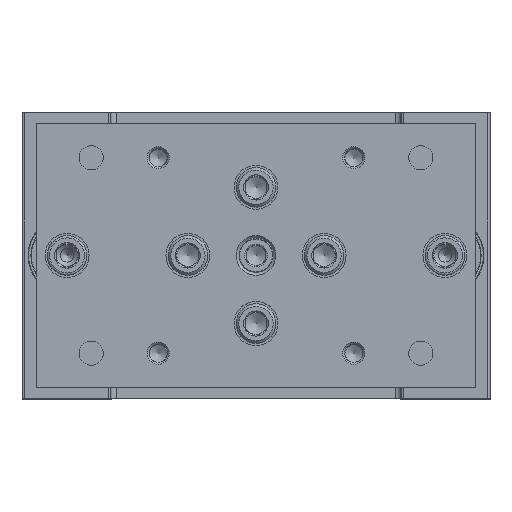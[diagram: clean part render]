
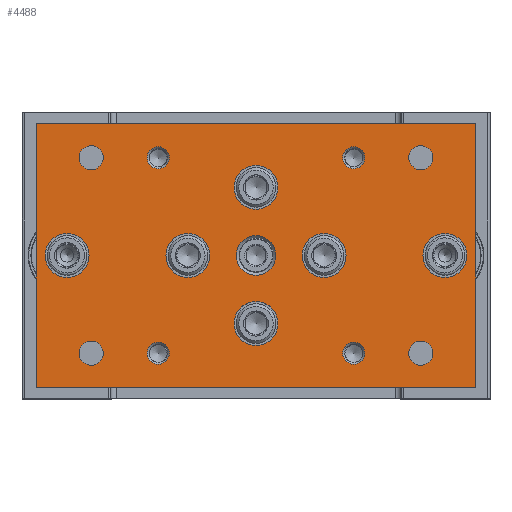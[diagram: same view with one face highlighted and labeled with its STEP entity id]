
A CAD part, top view. The second image highlights one B-rep face of the part: STEP entity #4488.
In plain terms, the highlighted planar face has unit normal (0, 0, 1).
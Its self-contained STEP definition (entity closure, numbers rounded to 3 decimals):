
#503=CIRCLE('',#5090,10.);
#504=CIRCLE('',#5091,10.);
#505=CIRCLE('',#5092,5.5);
#506=CIRCLE('',#5093,5.5);
#507=CIRCLE('',#5094,5.5);
#508=CIRCLE('',#5095,5.5);
#509=CIRCLE('',#5096,5.);
#510=CIRCLE('',#5097,5.);
#511=CIRCLE('',#5098,5.);
#512=CIRCLE('',#5099,5.);
#513=CIRCLE('',#5100,10.);
#514=CIRCLE('',#5101,10.);
#515=CIRCLE('',#5102,10.);
#516=CIRCLE('',#5103,10.);
#517=CIRCLE('',#5104,9.);
#746=LINE('',#7502,#932);
#750=LINE('',#7511,#936);
#753=LINE('',#7517,#939);
#756=LINE('',#7523,#942);
#932=VECTOR('',#6053,1000.);
#936=VECTOR('',#6059,1000.);
#939=VECTOR('',#6064,1000.);
#942=VECTOR('',#6069,1000.);
#1477=ORIENTED_EDGE('',*,*,#2330,.F.);
#1478=ORIENTED_EDGE('',*,*,#2331,.F.);
#1479=ORIENTED_EDGE('',*,*,#2332,.T.);
#1480=ORIENTED_EDGE('',*,*,#2333,.T.);
#1481=ORIENTED_EDGE('',*,*,#2334,.T.);
#1482=ORIENTED_EDGE('',*,*,#2335,.T.);
#1483=ORIENTED_EDGE('',*,*,#2336,.T.);
#1484=ORIENTED_EDGE('',*,*,#2337,.T.);
#1485=ORIENTED_EDGE('',*,*,#2338,.T.);
#1486=ORIENTED_EDGE('',*,*,#2339,.T.);
#1487=ORIENTED_EDGE('',*,*,#2340,.T.);
#1488=ORIENTED_EDGE('',*,*,#2341,.T.);
#1489=ORIENTED_EDGE('',*,*,#2342,.T.);
#1490=ORIENTED_EDGE('',*,*,#2343,.T.);
#1491=ORIENTED_EDGE('',*,*,#2344,.T.);
#1492=ORIENTED_EDGE('',*,*,#2303,.T.);
#1493=ORIENTED_EDGE('',*,*,#2307,.T.);
#1494=ORIENTED_EDGE('',*,*,#2310,.T.);
#1495=ORIENTED_EDGE('',*,*,#2313,.T.);
#2303=EDGE_CURVE('',#2806,#2807,#746,.T.);
#2307=EDGE_CURVE('',#2807,#2810,#750,.T.);
#2310=EDGE_CURVE('',#2810,#2812,#753,.T.);
#2313=EDGE_CURVE('',#2812,#2806,#756,.T.);
#2330=EDGE_CURVE('',#2829,#2829,#503,.T.);
#2331=EDGE_CURVE('',#2830,#2830,#504,.T.);
#2332=EDGE_CURVE('',#2831,#2831,#505,.T.);
#2333=EDGE_CURVE('',#2832,#2832,#506,.T.);
#2334=EDGE_CURVE('',#2833,#2833,#507,.T.);
#2335=EDGE_CURVE('',#2834,#2834,#508,.T.);
#2336=EDGE_CURVE('',#2835,#2835,#509,.T.);
#2337=EDGE_CURVE('',#2836,#2836,#510,.T.);
#2338=EDGE_CURVE('',#2837,#2837,#511,.T.);
#2339=EDGE_CURVE('',#2838,#2838,#512,.T.);
#2340=EDGE_CURVE('',#2839,#2839,#513,.T.);
#2341=EDGE_CURVE('',#2840,#2840,#514,.T.);
#2342=EDGE_CURVE('',#2841,#2841,#515,.T.);
#2343=EDGE_CURVE('',#2842,#2842,#516,.T.);
#2344=EDGE_CURVE('',#2843,#2843,#517,.T.);
#2806=VERTEX_POINT('',#7503);
#2807=VERTEX_POINT('',#7504);
#2810=VERTEX_POINT('',#7512);
#2812=VERTEX_POINT('',#7518);
#2829=VERTEX_POINT('',#7558);
#2830=VERTEX_POINT('',#7560);
#2831=VERTEX_POINT('',#7562);
#2832=VERTEX_POINT('',#7564);
#2833=VERTEX_POINT('',#7566);
#2834=VERTEX_POINT('',#7568);
#2835=VERTEX_POINT('',#7570);
#2836=VERTEX_POINT('',#7572);
#2837=VERTEX_POINT('',#7574);
#2838=VERTEX_POINT('',#7576);
#2839=VERTEX_POINT('',#7578);
#2840=VERTEX_POINT('',#7580);
#2841=VERTEX_POINT('',#7582);
#2842=VERTEX_POINT('',#7584);
#2843=VERTEX_POINT('',#7586);
#3320=EDGE_LOOP('',(#1477));
#3321=EDGE_LOOP('',(#1478));
#3322=EDGE_LOOP('',(#1479));
#3323=EDGE_LOOP('',(#1480));
#3324=EDGE_LOOP('',(#1481));
#3325=EDGE_LOOP('',(#1482));
#3326=EDGE_LOOP('',(#1483));
#3327=EDGE_LOOP('',(#1484));
#3328=EDGE_LOOP('',(#1485));
#3329=EDGE_LOOP('',(#1486));
#3330=EDGE_LOOP('',(#1487));
#3331=EDGE_LOOP('',(#1488));
#3332=EDGE_LOOP('',(#1489));
#3333=EDGE_LOOP('',(#1490));
#3334=EDGE_LOOP('',(#1491));
#3335=EDGE_LOOP('',(#1492,#1493,#1494,#1495));
#3900=FACE_BOUND('',#3320,.T.);
#3901=FACE_BOUND('',#3321,.T.);
#3902=FACE_BOUND('',#3322,.T.);
#3903=FACE_BOUND('',#3323,.T.);
#3904=FACE_BOUND('',#3324,.T.);
#3905=FACE_BOUND('',#3325,.T.);
#3906=FACE_BOUND('',#3326,.T.);
#3907=FACE_BOUND('',#3327,.T.);
#3908=FACE_BOUND('',#3328,.T.);
#3909=FACE_BOUND('',#3329,.T.);
#3910=FACE_BOUND('',#3330,.T.);
#3911=FACE_BOUND('',#3331,.T.);
#3912=FACE_BOUND('',#3332,.T.);
#3913=FACE_BOUND('',#3333,.T.);
#3914=FACE_BOUND('',#3334,.T.);
#3915=FACE_BOUND('',#3335,.T.);
#4283=PLANE('',#5089);
#4488=ADVANCED_FACE('',(#3900,#3901,#3902,#3903,#3904,#3905,#3906,#3907,
#3908,#3909,#3910,#3911,#3912,#3913,#3914,#3915),#4283,.T.);
#5089=AXIS2_PLACEMENT_3D('',#7556,#6103,#6104);
#5090=AXIS2_PLACEMENT_3D('',#7557,#6105,#6106);
#5091=AXIS2_PLACEMENT_3D('',#7559,#6107,#6108);
#5092=AXIS2_PLACEMENT_3D('',#7561,#6109,#6110);
#5093=AXIS2_PLACEMENT_3D('',#7563,#6111,#6112);
#5094=AXIS2_PLACEMENT_3D('',#7565,#6113,#6114);
#5095=AXIS2_PLACEMENT_3D('',#7567,#6115,#6116);
#5096=AXIS2_PLACEMENT_3D('',#7569,#6117,#6118);
#5097=AXIS2_PLACEMENT_3D('',#7571,#6119,#6120);
#5098=AXIS2_PLACEMENT_3D('',#7573,#6121,#6122);
#5099=AXIS2_PLACEMENT_3D('',#7575,#6123,#6124);
#5100=AXIS2_PLACEMENT_3D('',#7577,#6125,#6126);
#5101=AXIS2_PLACEMENT_3D('',#7579,#6127,#6128);
#5102=AXIS2_PLACEMENT_3D('',#7581,#6129,#6130);
#5103=AXIS2_PLACEMENT_3D('',#7583,#6131,#6132);
#5104=AXIS2_PLACEMENT_3D('',#7585,#6133,#6134);
#6053=DIRECTION('',(-1.,0.,0.));
#6059=DIRECTION('',(0.,-1.,0.));
#6064=DIRECTION('',(1.,0.,0.));
#6069=DIRECTION('',(0.,1.,0.));
#6103=DIRECTION('',(0.,0.,1.));
#6104=DIRECTION('',(1.,0.,0.));
#6105=DIRECTION('',(0.,0.,1.));
#6106=DIRECTION('',(1.,0.,0.));
#6107=DIRECTION('',(0.,0.,1.));
#6108=DIRECTION('',(1.,0.,0.));
#6109=DIRECTION('',(0.,0.,-1.));
#6110=DIRECTION('',(-1.,0.,0.));
#6111=DIRECTION('',(0.,0.,-1.));
#6112=DIRECTION('',(-1.,0.,0.));
#6113=DIRECTION('',(0.,0.,-1.));
#6114=DIRECTION('',(-1.,0.,0.));
#6115=DIRECTION('',(0.,0.,-1.));
#6116=DIRECTION('',(-1.,0.,0.));
#6117=DIRECTION('',(0.,0.,-1.));
#6118=DIRECTION('',(-1.,0.,0.));
#6119=DIRECTION('',(0.,0.,-1.));
#6120=DIRECTION('',(-1.,0.,0.));
#6121=DIRECTION('',(0.,0.,-1.));
#6122=DIRECTION('',(-1.,0.,0.));
#6123=DIRECTION('',(0.,0.,-1.));
#6124=DIRECTION('',(-1.,0.,0.));
#6125=DIRECTION('',(0.,0.,-1.));
#6126=DIRECTION('',(-1.,0.,0.));
#6127=DIRECTION('',(0.,0.,-1.));
#6128=DIRECTION('',(-1.,0.,0.));
#6129=DIRECTION('',(0.,0.,-1.));
#6130=DIRECTION('',(-1.,0.,0.));
#6131=DIRECTION('',(0.,0.,-1.));
#6132=DIRECTION('',(-1.,0.,0.));
#6133=DIRECTION('',(0.,0.,-1.));
#6134=DIRECTION('',(-1.,0.,0.));
#7502=CARTESIAN_POINT('',(100.,60.,0.));
#7503=CARTESIAN_POINT('',(100.,60.,0.));
#7504=CARTESIAN_POINT('',(-100.,60.,0.));
#7511=CARTESIAN_POINT('',(-100.,60.,0.));
#7512=CARTESIAN_POINT('',(-100.,-60.,0.));
#7517=CARTESIAN_POINT('',(-100.,-60.,0.));
#7518=CARTESIAN_POINT('',(100.,-60.,0.));
#7523=CARTESIAN_POINT('',(100.,-60.,0.));
#7556=CARTESIAN_POINT('',(0.,0.,0.));
#7557=CARTESIAN_POINT('',(-86.,0.,0.));
#7558=CARTESIAN_POINT('',(-76.,0.,0.));
#7559=CARTESIAN_POINT('',(86.,0.,0.));
#7560=CARTESIAN_POINT('',(96.,0.,0.));
#7561=CARTESIAN_POINT('',(-75.,44.5,0.));
#7562=CARTESIAN_POINT('',(-80.5,44.5,0.));
#7563=CARTESIAN_POINT('',(75.,-44.5,0.));
#7564=CARTESIAN_POINT('',(69.5,-44.5,0.));
#7565=CARTESIAN_POINT('',(-75.,-44.5,0.));
#7566=CARTESIAN_POINT('',(-80.5,-44.5,0.));
#7567=CARTESIAN_POINT('',(75.,44.5,0.));
#7568=CARTESIAN_POINT('',(69.5,44.5,0.));
#7569=CARTESIAN_POINT('',(-44.5,44.5,0.));
#7570=CARTESIAN_POINT('',(-49.5,44.5,0.));
#7571=CARTESIAN_POINT('',(44.5,-44.5,0.));
#7572=CARTESIAN_POINT('',(39.5,-44.5,0.));
#7573=CARTESIAN_POINT('',(-44.5,-44.5,0.));
#7574=CARTESIAN_POINT('',(-49.5,-44.5,0.));
#7575=CARTESIAN_POINT('',(44.5,44.5,0.));
#7576=CARTESIAN_POINT('',(39.5,44.5,0.));
#7577=CARTESIAN_POINT('',(-31.,0.,0.));
#7578=CARTESIAN_POINT('',(-41.,0.,0.));
#7579=CARTESIAN_POINT('',(0.,-31.,0.));
#7580=CARTESIAN_POINT('',(-10.,-31.,0.));
#7581=CARTESIAN_POINT('',(31.,0.,0.));
#7582=CARTESIAN_POINT('',(21.,0.,0.));
#7583=CARTESIAN_POINT('',(0.,31.,0.));
#7584=CARTESIAN_POINT('',(-10.,31.,0.));
#7585=CARTESIAN_POINT('',(0.,0.,0.));
#7586=CARTESIAN_POINT('',(-9.,0.,0.));
